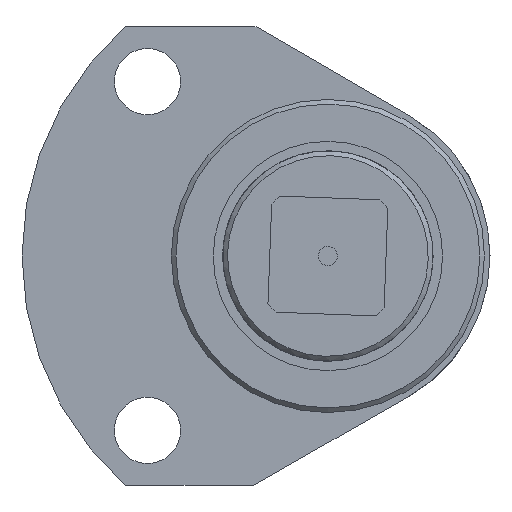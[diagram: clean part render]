
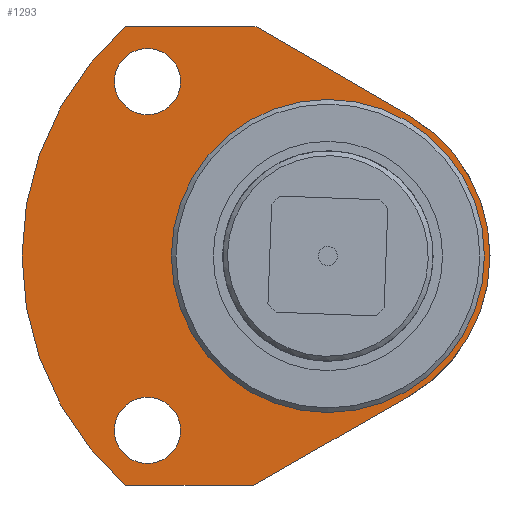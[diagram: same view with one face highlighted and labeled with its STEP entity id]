
A CAD part, left-side view. The second image highlights one B-rep face of the part: STEP entity #1293.
In plain terms, the highlighted planar face has unit normal (-1, 0, 0).
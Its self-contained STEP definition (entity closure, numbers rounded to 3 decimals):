
#6 = DIRECTION ( 'NONE',  ( 1., 0., 0. ) ) ;
#55 = ORIENTED_EDGE ( 'NONE', *, *, #1094, .T. ) ;
#113 = CIRCLE ( 'NONE', #1131, 25.997 ) ;
#126 = VERTEX_POINT ( 'NONE', #2194 ) ;
#138 = ORIENTED_EDGE ( 'NONE', *, *, #546, .F. ) ;
#161 = ORIENTED_EDGE ( 'NONE', *, *, #2601, .F. ) ;
#177 = CIRCLE ( 'NONE', #1724, 26.924 ) ;
#181 = FACE_OUTER_BOUND ( 'NONE', #1104, .T. ) ;
#227 = LINE ( 'NONE', #1661, #1895 ) ;
#309 = DIRECTION ( 'NONE',  ( 1., 0., 0. ) ) ;
#329 = EDGE_LOOP ( 'NONE', ( #2136 ) ) ;
#343 = DIRECTION ( 'NONE',  ( -1., 0., 0. ) ) ;
#361 = DIRECTION ( 'NONE',  ( 0., 1., 0. ) ) ;
#367 = DIRECTION ( 'NONE',  ( 1., 0., 0. ) ) ;
#388 = AXIS2_PLACEMENT_3D ( 'NONE', #1667, #367, #1882 ) ;
#446 = DIRECTION ( 'NONE',  ( 0., 0.868, -0.497 ) ) ;
#454 = EDGE_CURVE ( 'NONE', #2686, #2686, #113, .T. ) ;
#524 = ORIENTED_EDGE ( 'NONE', *, *, #1355, .F. ) ;
#546 = EDGE_CURVE ( 'NONE', #1893, #890, #227, .T. ) ;
#653 = VERTEX_POINT ( 'NONE', #2740 ) ;
#657 = CARTESIAN_POINT ( 'NONE',  ( 0., 29.972, -28.956 ) ) ;
#679 = VERTEX_POINT ( 'NONE', #1940 ) ;
#715 = EDGE_LOOP ( 'NONE', ( #55 ) ) ;
#854 = DIRECTION ( 'NONE',  ( 0., 0., -1. ) ) ;
#866 = CARTESIAN_POINT ( 'NONE',  ( 0., -13.69, 23.184 ) ) ;
#872 = DIRECTION ( 'NONE',  ( 0., 0., -1. ) ) ;
#890 = VERTEX_POINT ( 'NONE', #2632 ) ;
#977 = VERTEX_POINT ( 'NONE', #1381 ) ;
#1022 = VECTOR ( 'NONE', #2024, 1000. ) ;
#1062 = CARTESIAN_POINT ( 'NONE',  ( 0., 0., 0. ) ) ;
#1094 = EDGE_CURVE ( 'NONE', #2019, #2019, #2446, .T. ) ;
#1104 = EDGE_LOOP ( 'NONE', ( #1894, #524, #161, #2421, #138, #2349 ) ) ;
#1131 = AXIS2_PLACEMENT_3D ( 'NONE', #2510, #343, #2213 ) ;
#1293 = ADVANCED_FACE ( 'NONE', ( #1851, #2477, #181, #2416 ), #1946, .F. ) ;
#1311 = CARTESIAN_POINT ( 'NONE',  ( 0., 0., 0. ) ) ;
#1355 = EDGE_CURVE ( 'NONE', #126, #2402, #1794, .T. ) ;
#1381 = CARTESIAN_POINT ( 'NONE',  ( 0., -13.38, -23.364 ) ) ;
#1426 = AXIS2_PLACEMENT_3D ( 'NONE', #1610, #309, #1822 ) ;
#1520 = CARTESIAN_POINT ( 'NONE',  ( 0., -13.69, 23.184 ) ) ;
#1536 = DIRECTION ( 'NONE',  ( 0., 0., -1. ) ) ;
#1587 = CARTESIAN_POINT ( 'NONE',  ( 0., 33.601, 38.1 ) ) ;
#1610 = CARTESIAN_POINT ( 'NONE',  ( 0., 0., 0. ) ) ;
#1661 = CARTESIAN_POINT ( 'NONE',  ( 0., 33.601, -38.1 ) ) ;
#1667 = CARTESIAN_POINT ( 'NONE',  ( 0., 29.972, 28.956 ) ) ;
#1712 = AXIS2_PLACEMENT_3D ( 'NONE', #657, #2173, #872 ) ;
#1724 = AXIS2_PLACEMENT_3D ( 'NONE', #1311, #6, #1536 ) ;
#1742 = CARTESIAN_POINT ( 'NONE',  ( 0., -13.38, -23.364 ) ) ;
#1790 = CIRCLE ( 'NONE', #1426, 50.8 ) ;
#1791 = LINE ( 'NONE', #1587, #1022 ) ;
#1794 = LINE ( 'NONE', #866, #2282 ) ;
#1822 = DIRECTION ( 'NONE',  ( 0., 0., -1. ) ) ;
#1851 = FACE_BOUND ( 'NONE', #715, .T. ) ;
#1861 = ORIENTED_EDGE ( 'NONE', *, *, #2415, .T. ) ;
#1882 = DIRECTION ( 'NONE',  ( 0., 0., -1. ) ) ;
#1893 = VERTEX_POINT ( 'NONE', #2774 ) ;
#1894 = ORIENTED_EDGE ( 'NONE', *, *, #1915, .F. ) ;
#1895 = VECTOR ( 'NONE', #361, 1000. ) ;
#1904 = EDGE_CURVE ( 'NONE', #977, #1893, #2473, .T. ) ;
#1915 = EDGE_CURVE ( 'NONE', #2402, #977, #177, .T. ) ;
#1940 = CARTESIAN_POINT ( 'NONE',  ( 0., 33.601, 38.1 ) ) ;
#1946 = PLANE ( 'NONE',  #2272 ) ;
#1994 = VECTOR ( 'NONE', #446, 1000. ) ;
#2002 = EDGE_CURVE ( 'NONE', #890, #679, #1790, .T. ) ;
#2019 = VERTEX_POINT ( 'NONE', #2279 ) ;
#2024 = DIRECTION ( 'NONE',  ( 0., -1., 0. ) ) ;
#2136 = ORIENTED_EDGE ( 'NONE', *, *, #454, .F. ) ;
#2147 = EDGE_LOOP ( 'NONE', ( #1861 ) ) ;
#2156 = DIRECTION ( 'NONE',  ( 1., 0., 0. ) ) ;
#2173 = DIRECTION ( 'NONE',  ( 1., 0., 0. ) ) ;
#2194 = CARTESIAN_POINT ( 'NONE',  ( 0., 11.938, 38.1 ) ) ;
#2213 = DIRECTION ( 'NONE',  ( 0., 0., -1. ) ) ;
#2272 = AXIS2_PLACEMENT_3D ( 'NONE', #1062, #2156, #854 ) ;
#2279 = CARTESIAN_POINT ( 'NONE',  ( 0., 29.972, 23.456 ) ) ;
#2282 = VECTOR ( 'NONE', #2368, 1000. ) ;
#2303 = CIRCLE ( 'NONE', #1712, 5.5 ) ;
#2349 = ORIENTED_EDGE ( 'NONE', *, *, #1904, .F. ) ;
#2368 = DIRECTION ( 'NONE',  ( 0., -0.864, -0.503 ) ) ;
#2402 = VERTEX_POINT ( 'NONE', #1520 ) ;
#2415 = EDGE_CURVE ( 'NONE', #653, #653, #2303, .T. ) ;
#2416 = FACE_BOUND ( 'NONE', #329, .T. ) ;
#2421 = ORIENTED_EDGE ( 'NONE', *, *, #2002, .F. ) ;
#2446 = CIRCLE ( 'NONE', #388, 5.5 ) ;
#2473 = LINE ( 'NONE', #1742, #1994 ) ;
#2477 = FACE_BOUND ( 'NONE', #2147, .T. ) ;
#2479 = CARTESIAN_POINT ( 'NONE',  ( 0., 0., -25.997 ) ) ;
#2510 = CARTESIAN_POINT ( 'NONE',  ( 0., 0., 0. ) ) ;
#2601 = EDGE_CURVE ( 'NONE', #679, #126, #1791, .T. ) ;
#2632 = CARTESIAN_POINT ( 'NONE',  ( 0., 33.601, -38.1 ) ) ;
#2686 = VERTEX_POINT ( 'NONE', #2479 ) ;
#2740 = CARTESIAN_POINT ( 'NONE',  ( 0., 29.972, -34.456 ) ) ;
#2774 = CARTESIAN_POINT ( 'NONE',  ( 0., 12.351, -38.1 ) ) ;
